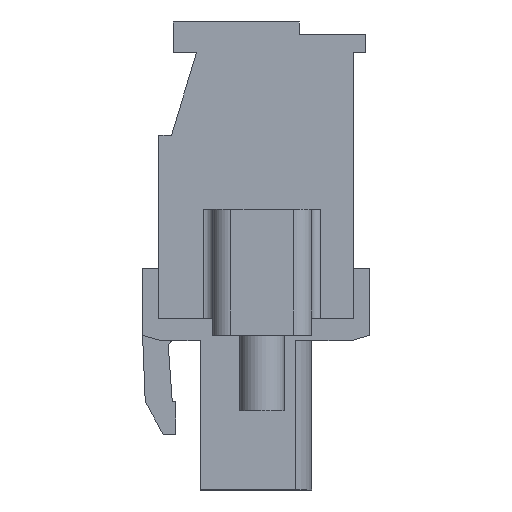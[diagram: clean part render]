
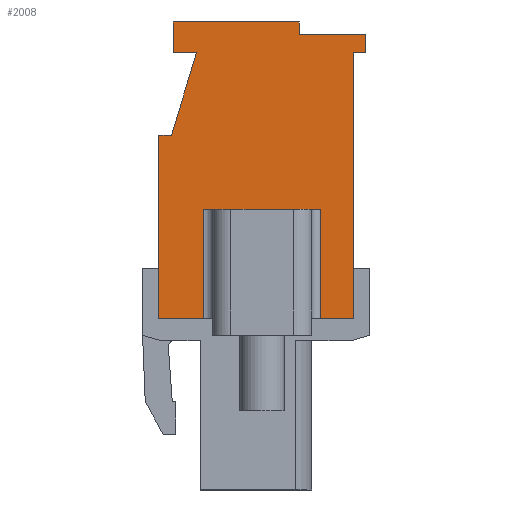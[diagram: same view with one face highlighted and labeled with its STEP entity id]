
A CAD part, left-side view. The second image highlights one B-rep face of the part: STEP entity #2008.
In plain terms, the highlighted planar face has unit normal (-1, 0, 0).
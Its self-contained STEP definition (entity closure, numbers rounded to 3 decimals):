
#2008 = ADVANCED_FACE( '', ( #4445 ), #4446, .T. );
#4445 = FACE_OUTER_BOUND( '', #7443, .T. );
#4446 = PLANE( '', #7444 );
#7443 = EDGE_LOOP( '', ( #12669, #12670, #12671, #12672, #12673, #12674, #12675, #12676, #12677, #12678, #12679, #12680, #12681, #12682, #12683, #12684 ) );
#7444 = AXIS2_PLACEMENT_3D( '', #12685, #12686, #12687 );
#12669 = ORIENTED_EDGE( '', *, *, #20039, .T. );
#12670 = ORIENTED_EDGE( '', *, *, #20040, .T. );
#12671 = ORIENTED_EDGE( '', *, *, #20041, .T. );
#12672 = ORIENTED_EDGE( '', *, *, #20026, .F. );
#12673 = ORIENTED_EDGE( '', *, *, #20042, .T. );
#12674 = ORIENTED_EDGE( '', *, *, #20043, .T. );
#12675 = ORIENTED_EDGE( '', *, *, #20044, .T. );
#12676 = ORIENTED_EDGE( '', *, *, #20045, .T. );
#12677 = ORIENTED_EDGE( '', *, *, #20046, .T. );
#12678 = ORIENTED_EDGE( '', *, *, #20047, .T. );
#12679 = ORIENTED_EDGE( '', *, *, #20048, .T. );
#12680 = ORIENTED_EDGE( '', *, *, #20049, .T. );
#12681 = ORIENTED_EDGE( '', *, *, #19070, .T. );
#12682 = ORIENTED_EDGE( '', *, *, #20050, .T. );
#12683 = ORIENTED_EDGE( '', *, *, #20051, .T. );
#12684 = ORIENTED_EDGE( '', *, *, #19495, .T. );
#12685 = CARTESIAN_POINT( '', ( 0., 0., 0. ) );
#12686 = DIRECTION( '', ( -1., 0., 0. ) );
#12687 = DIRECTION( '', ( 0., -1., 0. ) );
#19070 = EDGE_CURVE( '', #23292, #23293, #23294, .T. );
#19495 = EDGE_CURVE( '', #23969, #23970, #23971, .T. );
#20026 = EDGE_CURVE( '', #24801, #24803, #24804, .T. );
#20039 = EDGE_CURVE( '', #23970, #24820, #24821, .T. );
#20040 = EDGE_CURVE( '', #24820, #24822, #24823, .T. );
#20041 = EDGE_CURVE( '', #24822, #24803, #24824, .F. );
#20042 = EDGE_CURVE( '', #24801, #24825, #24826, .F. );
#20043 = EDGE_CURVE( '', #24825, #24827, #24828, .T. );
#20044 = EDGE_CURVE( '', #24827, #24829, #24830, .T. );
#20045 = EDGE_CURVE( '', #24829, #24831, #24832, .T. );
#20046 = EDGE_CURVE( '', #24831, #24833, #24834, .T. );
#20047 = EDGE_CURVE( '', #24833, #24835, #24836, .T. );
#20048 = EDGE_CURVE( '', #24835, #24837, #24838, .T. );
#20049 = EDGE_CURVE( '', #24837, #23292, #24839, .T. );
#20050 = EDGE_CURVE( '', #23293, #24840, #24841, .T. );
#20051 = EDGE_CURVE( '', #24840, #23969, #24842, .T. );
#23292 = VERTEX_POINT( '', #29216 );
#23293 = VERTEX_POINT( '', #29217 );
#23294 = LINE( '', #29218, #29219 );
#23969 = VERTEX_POINT( '', #30192 );
#23970 = VERTEX_POINT( '', #30193 );
#23971 = LINE( '', #30194, #30195 );
#24801 = VERTEX_POINT( '', #31402 );
#24803 = VERTEX_POINT( '', #31404 );
#24804 = LINE( '', #31405, #31406 );
#24820 = VERTEX_POINT( '', #31427 );
#24821 = LINE( '', #31428, #31429 );
#24822 = VERTEX_POINT( '', #31430 );
#24823 = LINE( '', #31431, #31432 );
#24824 = LINE( '', #31433, #31434 );
#24825 = VERTEX_POINT( '', #31435 );
#24826 = LINE( '', #31436, #31437 );
#24827 = VERTEX_POINT( '', #31438 );
#24828 = LINE( '', #31439, #31440 );
#24829 = VERTEX_POINT( '', #31441 );
#24830 = LINE( '', #31442, #31443 );
#24831 = VERTEX_POINT( '', #31444 );
#24832 = LINE( '', #31445, #31446 );
#24833 = VERTEX_POINT( '', #31447 );
#24834 = LINE( '', #31448, #31449 );
#24835 = VERTEX_POINT( '', #31450 );
#24836 = LINE( '', #31451, #31452 );
#24837 = VERTEX_POINT( '', #31453 );
#24838 = LINE( '', #31454, #31455 );
#24839 = LINE( '', #31456, #31457 );
#24840 = VERTEX_POINT( '', #31458 );
#24841 = LINE( '', #31459, #31460 );
#24842 = LINE( '', #31461, #31462 );
#29216 = CARTESIAN_POINT( '', ( 0., 10., 17.4 ) );
#29217 = CARTESIAN_POINT( '', ( 0., 10., 15.7 ) );
#29218 = CARTESIAN_POINT( '', ( 0., 10., 17.4 ) );
#29219 = VECTOR( '', #35218, 1000. );
#30192 = CARTESIAN_POINT( '', ( 0., 10.1, 11.1 ) );
#30193 = CARTESIAN_POINT( '', ( 0., 10.8, 11.1 ) );
#30194 = CARTESIAN_POINT( '', ( 0., 10.1, 11.1 ) );
#30195 = VECTOR( '', #35607, 1000. );
#31402 = CARTESIAN_POINT( '', ( 0., 1.8, 7. ) );
#31404 = CARTESIAN_POINT( '', ( 0., 8.3, 7. ) );
#31405 = CARTESIAN_POINT( '', ( 0., 2.3, 7. ) );
#31406 = VECTOR( '', #36126, 1000. );
#31427 = CARTESIAN_POINT( '', ( 0., 10.8, 0.9 ) );
#31428 = CARTESIAN_POINT( '', ( 0., 10.8, 11.1 ) );
#31429 = VECTOR( '', #36141, 1000. );
#31430 = CARTESIAN_POINT( '', ( 0., 8.3, 0.9 ) );
#31431 = CARTESIAN_POINT( '', ( 0., 0., 0.9 ) );
#31432 = VECTOR( '', #36142, 1000. );
#31433 = CARTESIAN_POINT( '', ( 0., 8.3, 0. ) );
#31434 = VECTOR( '', #36143, 1000. );
#31435 = CARTESIAN_POINT( '', ( 0., 1.8, 0.9 ) );
#31436 = CARTESIAN_POINT( '', ( 0., 1.8, 0. ) );
#31437 = VECTOR( '', #36144, 1000. );
#31438 = CARTESIAN_POINT( '', ( 0., 0., 0.9 ) );
#31439 = CARTESIAN_POINT( '', ( 0., 0., 0.9 ) );
#31440 = VECTOR( '', #36145, 1000. );
#31441 = CARTESIAN_POINT( '', ( 0., 0., 15.7 ) );
#31442 = CARTESIAN_POINT( '', ( 0., 0., 0. ) );
#31443 = VECTOR( '', #36146, 1000. );
#31444 = CARTESIAN_POINT( '', ( 0., -0.7, 15.7 ) );
#31445 = CARTESIAN_POINT( '', ( 0., 0., 15.7 ) );
#31446 = VECTOR( '', #36147, 1000. );
#31447 = CARTESIAN_POINT( '', ( 0., -0.7, 16.7 ) );
#31448 = CARTESIAN_POINT( '', ( 0., -0.7, 15.7 ) );
#31449 = VECTOR( '', #36148, 1000. );
#31450 = CARTESIAN_POINT( '', ( 0., 3., 16.7 ) );
#31451 = CARTESIAN_POINT( '', ( 0., -0.7, 16.7 ) );
#31452 = VECTOR( '', #36149, 1000. );
#31453 = CARTESIAN_POINT( '', ( 0., 3., 17.4 ) );
#31454 = CARTESIAN_POINT( '', ( 0., 3., 16.7 ) );
#31455 = VECTOR( '', #36150, 1000. );
#31456 = CARTESIAN_POINT( '', ( 0., 3., 17.4 ) );
#31457 = VECTOR( '', #36151, 1000. );
#31458 = CARTESIAN_POINT( '', ( 0., 8.7, 15.7 ) );
#31459 = CARTESIAN_POINT( '', ( 0., 10., 15.7 ) );
#31460 = VECTOR( '', #36152, 1000. );
#31461 = CARTESIAN_POINT( '', ( 0., 8.7, 15.7 ) );
#31462 = VECTOR( '', #36153, 1000. );
#35218 = DIRECTION( '', ( 0., 0., -1. ) );
#35607 = DIRECTION( '', ( 0., 1., 0. ) );
#36126 = DIRECTION( '', ( 0., 1., 0. ) );
#36141 = DIRECTION( '', ( 0., 0., -1. ) );
#36142 = DIRECTION( '', ( 0., -1., 0. ) );
#36143 = DIRECTION( '', ( 0., 0., -1. ) );
#36144 = DIRECTION( '', ( 0., 0., 1. ) );
#36145 = DIRECTION( '', ( 0., -1., 0. ) );
#36146 = DIRECTION( '', ( 0., 0., 1. ) );
#36147 = DIRECTION( '', ( 0., -1., 0. ) );
#36148 = DIRECTION( '', ( 0., 0., 1. ) );
#36149 = DIRECTION( '', ( 0., 1., 0. ) );
#36150 = DIRECTION( '', ( 0., 0., 1. ) );
#36151 = DIRECTION( '', ( 0., 1., 0. ) );
#36152 = DIRECTION( '', ( 0., -1., 0. ) );
#36153 = DIRECTION( '', ( 0., 0.291, -0.957 ) );
